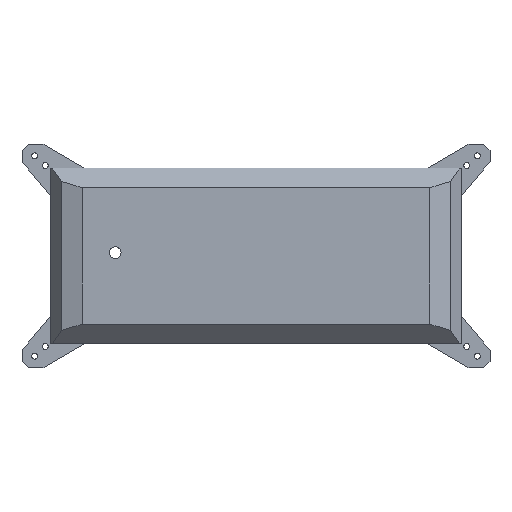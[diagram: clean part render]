
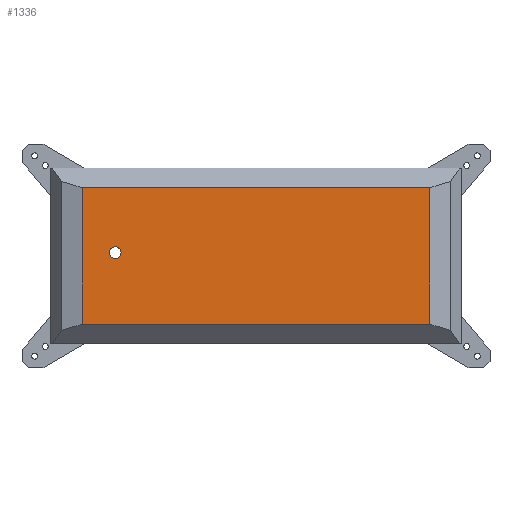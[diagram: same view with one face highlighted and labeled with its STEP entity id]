
A CAD part, top view. The second image highlights one B-rep face of the part: STEP entity #1336.
In plain terms, the highlighted planar face has unit normal (0, 0, 1).
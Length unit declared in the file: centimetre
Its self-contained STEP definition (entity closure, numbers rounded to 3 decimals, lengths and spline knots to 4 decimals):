
#27 = DIRECTION ( 'NONE',  ( 1., 0., 0. ) ) ;
#50 = CARTESIAN_POINT ( 'NONE',  ( -8.9222, 3.5, 2.5 ) ) ;
#83 = EDGE_CURVE ( 'NONE', #590, #533, #1258, .T. ) ;
#87 = DIRECTION ( 'NONE',  ( 0., 0., 1. ) ) ;
#121 = LINE ( 'NONE', #1803, #801 ) ;
#161 = CARTESIAN_POINT ( 'NONE',  ( -8.9222, 0., 2.5 ) ) ;
#228 = CARTESIAN_POINT ( 'NONE',  ( -8.9222, 3.5, 2.5 ) ) ;
#234 = EDGE_CURVE ( 'NONE', #1562, #1474, #1707, .T. ) ;
#239 = CARTESIAN_POINT ( 'NONE',  ( -7.2261, 0.1653, 2.5 ) ) ;
#258 = ORIENTED_EDGE ( 'NONE', *, *, #83, .F. ) ;
#276 = EDGE_CURVE ( 'NONE', #1474, #1664, #892, .T. ) ;
#293 = DIRECTION ( 'NONE',  ( 0., 0., 1. ) ) ;
#332 = EDGE_LOOP ( 'NONE', ( #1753, #1876, #828, #1580 ) ) ;
#533 = VERTEX_POINT ( 'NONE', #720 ) ;
#590 = VERTEX_POINT ( 'NONE', #1840 ) ;
#626 = EDGE_CURVE ( 'NONE', #874, #1664, #121, .T. ) ;
#640 = PLANE ( 'NONE',  #1698 ) ;
#704 = EDGE_CURVE ( 'NONE', #533, #590, #1362, .T. ) ;
#720 = CARTESIAN_POINT ( 'NONE',  ( -7.5261, 0.1653, 2.5 ) ) ;
#801 = VECTOR ( 'NONE', #1954, 100. ) ;
#828 = ORIENTED_EDGE ( 'NONE', *, *, #234, .T. ) ;
#852 = DIRECTION ( 'NONE',  ( -1., 0., 0. ) ) ;
#861 = AXIS2_PLACEMENT_3D ( 'NONE', #1408, #1224, #1257 ) ;
#874 = VERTEX_POINT ( 'NONE', #1312 ) ;
#875 = DIRECTION ( 'NONE',  ( 1., 0., 0. ) ) ;
#882 = DIRECTION ( 'NONE',  ( 0., -1., 0. ) ) ;
#892 = LINE ( 'NONE', #1834, #1625 ) ;
#905 = DIRECTION ( 'NONE',  ( 1., 0., 0. ) ) ;
#979 = VECTOR ( 'NONE', #852, 100. ) ;
#1098 = VECTOR ( 'NONE', #882, 100. ) ;
#1224 = DIRECTION ( 'NONE',  ( 0., 0., 1. ) ) ;
#1227 = CARTESIAN_POINT ( 'NONE',  ( 0., 0., 2.5 ) ) ;
#1238 = EDGE_LOOP ( 'NONE', ( #258, #1516 ) ) ;
#1257 = DIRECTION ( 'NONE',  ( 1., 0., 0. ) ) ;
#1258 = CIRCLE ( 'NONE', #1519, 0.3 ) ;
#1312 = CARTESIAN_POINT ( 'NONE',  ( 8.9222, 3.5, 2.5 ) ) ;
#1336 = ADVANCED_FACE ( 'NONE', ( #1706, #1432 ), #640, .T. ) ;
#1362 = CIRCLE ( 'NONE', #861, 0.3 ) ;
#1408 = CARTESIAN_POINT ( 'NONE',  ( -7.2261, 0.1653, 2.5 ) ) ;
#1432 = FACE_OUTER_BOUND ( 'NONE', #332, .T. ) ;
#1474 = VERTEX_POINT ( 'NONE', #1746 ) ;
#1516 = ORIENTED_EDGE ( 'NONE', *, *, #704, .F. ) ;
#1519 = AXIS2_PLACEMENT_3D ( 'NONE', #239, #87, #875 ) ;
#1562 = VERTEX_POINT ( 'NONE', #50 ) ;
#1580 = ORIENTED_EDGE ( 'NONE', *, *, #276, .T. ) ;
#1625 = VECTOR ( 'NONE', #27, 100. ) ;
#1633 = LINE ( 'NONE', #228, #979 ) ;
#1664 = VERTEX_POINT ( 'NONE', #1677 ) ;
#1677 = CARTESIAN_POINT ( 'NONE',  ( 8.9222, -3.5, 2.5 ) ) ;
#1698 = AXIS2_PLACEMENT_3D ( 'NONE', #1227, #293, #905 ) ;
#1706 = FACE_BOUND ( 'NONE', #1238, .T. ) ;
#1707 = LINE ( 'NONE', #161, #1098 ) ;
#1746 = CARTESIAN_POINT ( 'NONE',  ( -8.9222, -3.5, 2.5 ) ) ;
#1753 = ORIENTED_EDGE ( 'NONE', *, *, #626, .F. ) ;
#1803 = CARTESIAN_POINT ( 'NONE',  ( 8.9222, 0., 2.5 ) ) ;
#1834 = CARTESIAN_POINT ( 'NONE',  ( 8.9222, -3.5, 2.5 ) ) ;
#1840 = CARTESIAN_POINT ( 'NONE',  ( -6.9261, 0.1653, 2.5 ) ) ;
#1876 = ORIENTED_EDGE ( 'NONE', *, *, #1963, .T. ) ;
#1954 = DIRECTION ( 'NONE',  ( 0., -1., 0. ) ) ;
#1963 = EDGE_CURVE ( 'NONE', #874, #1562, #1633, .T. ) ;
